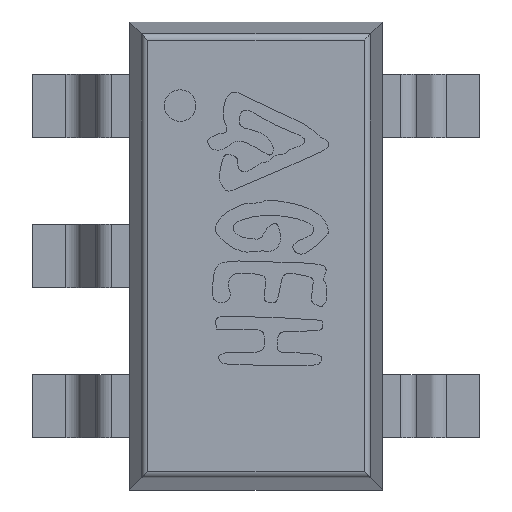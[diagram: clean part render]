
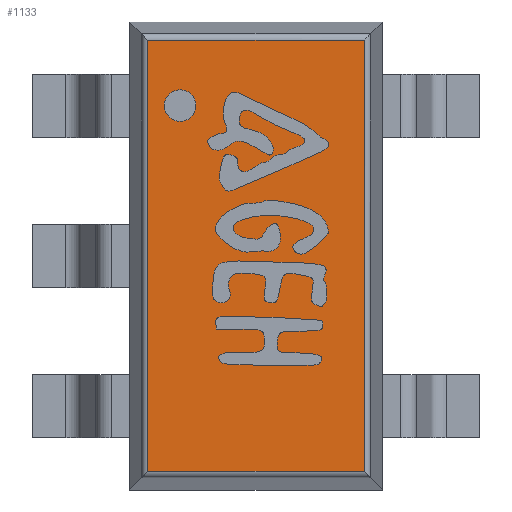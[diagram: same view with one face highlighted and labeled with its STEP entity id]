
A CAD part, top view. The second image highlights one B-rep face of the part: STEP entity #1133.
In plain terms, the highlighted planar face has unit normal (0, 0, 1).
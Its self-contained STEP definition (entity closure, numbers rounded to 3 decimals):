
#120 = CARTESIAN_POINT ( 'NONE',  ( 0.684, -1.4, 1.45 ) ) ;
#132 = DIRECTION ( 'NONE',  ( 1., 0., 0. ) ) ;
#208 = ORIENTED_EDGE ( 'NONE', *, *, #4000, .T. ) ;
#267 = CARTESIAN_POINT ( 'NONE',  ( -0.684, -1.364, 1.45 ) ) ;
#398 = VECTOR ( 'NONE', #3946, 1000. ) ;
#403 = DIRECTION ( 'NONE',  ( 1., 0., 0. ) ) ;
#566 = CARTESIAN_POINT ( 'NONE',  ( -0.38, 0.95, 1.45 ) ) ;
#777 = VERTEX_POINT ( 'NONE', #2620 ) ;
#997 = CARTESIAN_POINT ( 'NONE',  ( -0.48, 0.95, 1.45 ) ) ;
#1133 = ADVANCED_FACE ( 'NONE', ( #2876, #6130 ), #6813, .T. ) ;
#1213 = ORIENTED_EDGE ( 'NONE', *, *, #1523, .F. ) ;
#1214 = VERTEX_POINT ( 'NONE', #267 ) ;
#1347 = EDGE_LOOP ( 'NONE', ( #2910, #208, #4033, #3742 ) ) ;
#1523 = EDGE_CURVE ( 'NONE', #5890, #6644, #5685, .T. ) ;
#1596 = VERTEX_POINT ( 'NONE', #5412 ) ;
#1685 = CARTESIAN_POINT ( 'NONE',  ( -0.48, 0.95, 1.45 ) ) ;
#1915 = DIRECTION ( 'NONE',  ( 0., 0., 1. ) ) ;
#1940 = EDGE_CURVE ( 'NONE', #777, #1596, #3546, .T. ) ;
#1957 = AXIS2_PLACEMENT_3D ( 'NONE', #997, #5766, #403 ) ;
#1996 = VECTOR ( 'NONE', #5873, 1000. ) ;
#2083 = CARTESIAN_POINT ( 'NONE',  ( -0.684, -1.4, 1.45 ) ) ;
#2111 = CARTESIAN_POINT ( 'NONE',  ( -0.72, -1.364, 1.45 ) ) ;
#2620 = CARTESIAN_POINT ( 'NONE',  ( -0.684, 1.364, 1.45 ) ) ;
#2876 = FACE_BOUND ( 'NONE', #4396, .T. ) ;
#2910 = ORIENTED_EDGE ( 'NONE', *, *, #3833, .F. ) ;
#3023 = DIRECTION ( 'NONE',  ( 1., 0., 0. ) ) ;
#3097 = DIRECTION ( 'NONE',  ( 1., 0., 0. ) ) ;
#3166 = ORIENTED_EDGE ( 'NONE', *, *, #5887, .F. ) ;
#3213 = CARTESIAN_POINT ( 'NONE',  ( 0.684, -1.364, 1.45 ) ) ;
#3342 = DIRECTION ( 'NONE',  ( 0., 0., 1. ) ) ;
#3382 = CARTESIAN_POINT ( 'NONE',  ( -0.58, 0.95, 1.45 ) ) ;
#3458 = VECTOR ( 'NONE', #3097, 1000. ) ;
#3546 = LINE ( 'NONE', #5706, #6390 ) ;
#3742 = ORIENTED_EDGE ( 'NONE', *, *, #1940, .F. ) ;
#3833 = EDGE_CURVE ( 'NONE', #1214, #777, #6937, .T. ) ;
#3946 = DIRECTION ( 'NONE',  ( 0., 1., 0. ) ) ;
#4000 = EDGE_CURVE ( 'NONE', #1214, #6919, #5824, .T. ) ;
#4033 = ORIENTED_EDGE ( 'NONE', *, *, #6294, .T. ) ;
#4061 = DIRECTION ( 'NONE',  ( 1., 0., 0. ) ) ;
#4396 = EDGE_LOOP ( 'NONE', ( #1213, #3166 ) ) ;
#4662 = CIRCLE ( 'NONE', #5561, 0.1 ) ;
#5412 = CARTESIAN_POINT ( 'NONE',  ( 0.684, 1.364, 1.45 ) ) ;
#5561 = AXIS2_PLACEMENT_3D ( 'NONE', #1685, #3342, #132 ) ;
#5591 = LINE ( 'NONE', #120, #398 ) ;
#5685 = CIRCLE ( 'NONE', #1957, 0.1 ) ;
#5706 = CARTESIAN_POINT ( 'NONE',  ( -0.72, 1.364, 1.45 ) ) ;
#5766 = DIRECTION ( 'NONE',  ( 0., 0., 1. ) ) ;
#5824 = LINE ( 'NONE', #2111, #3458 ) ;
#5873 = DIRECTION ( 'NONE',  ( 0., 1., 0. ) ) ;
#5887 = EDGE_CURVE ( 'NONE', #6644, #5890, #4662, .T. ) ;
#5890 = VERTEX_POINT ( 'NONE', #566 ) ;
#6130 = FACE_OUTER_BOUND ( 'NONE', #1347, .T. ) ;
#6169 = CARTESIAN_POINT ( 'NONE',  ( -0.8, -1.48, 1.45 ) ) ;
#6294 = EDGE_CURVE ( 'NONE', #6919, #1596, #5591, .T. ) ;
#6390 = VECTOR ( 'NONE', #3023, 1000. ) ;
#6401 = AXIS2_PLACEMENT_3D ( 'NONE', #6169, #1915, #4061 ) ;
#6644 = VERTEX_POINT ( 'NONE', #3382 ) ;
#6813 = PLANE ( 'NONE',  #6401 ) ;
#6919 = VERTEX_POINT ( 'NONE', #3213 ) ;
#6937 = LINE ( 'NONE', #2083, #1996 ) ;
